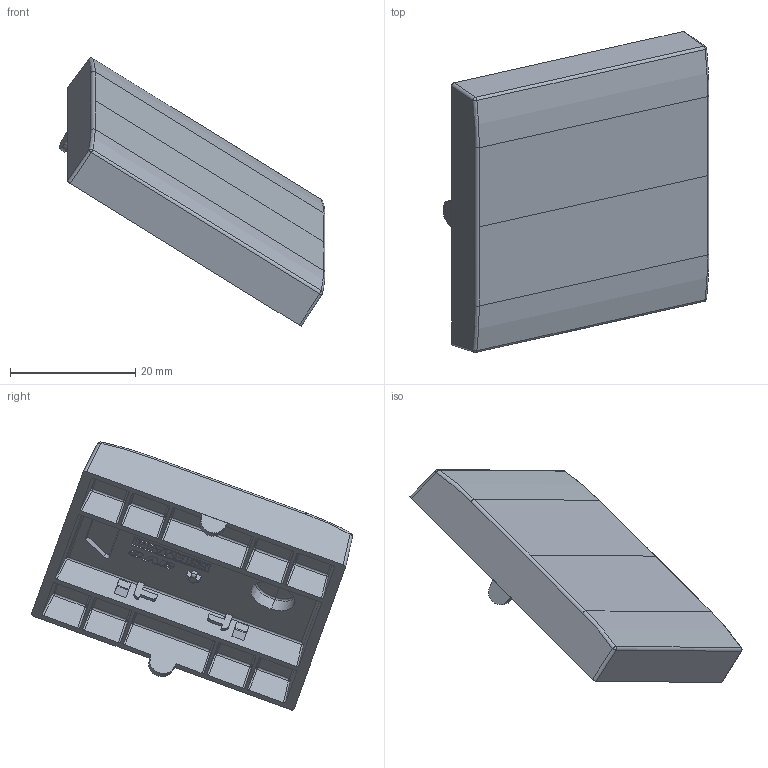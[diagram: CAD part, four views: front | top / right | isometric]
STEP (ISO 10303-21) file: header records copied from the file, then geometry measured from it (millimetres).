
FILE_DESCRIPTION(('CATIA V5 STEP Exchange'),'2;1');
FILE_NAME('441T-2.stp','2023-09-25T10:10:46+00:00',('none'),('none'),'CATIA Version 5-6 Release 2016 SP6','CATIA V5 STEP AP203','none');
FILE_SCHEMA(('CONFIG_CONTROL_DESIGN'));
Length unit declared in the file: millimetre
Products named in the file (1): 441T-2
Assembly tree (2 placements, depth 2):
  441T-2
    #57
    #101
Bounding box: 42.46 x 51.29 x 42.8 mm (x, y, z)
Volume: 6755.4 mm3; surface area: 7260.5 mm2
Topology: 1 solids, 1 shells, 922 faces, 2559 edges, 1634 vertices
Faces by surface type: plane 691, cylinder 147, sphere 44, extrusion 18, cone 9, bspline 8, torus 5
Entity records: 28799 total; most frequent: CARTESIAN_POINT 6554, ORIENTED_EDGE 5026, DIRECTION 3798, EDGE_CURVE 2513, VECTOR 2067, LINE 2049, VERTEX_POINT 1630, AXIS2_PLACEMENT_3D 975
